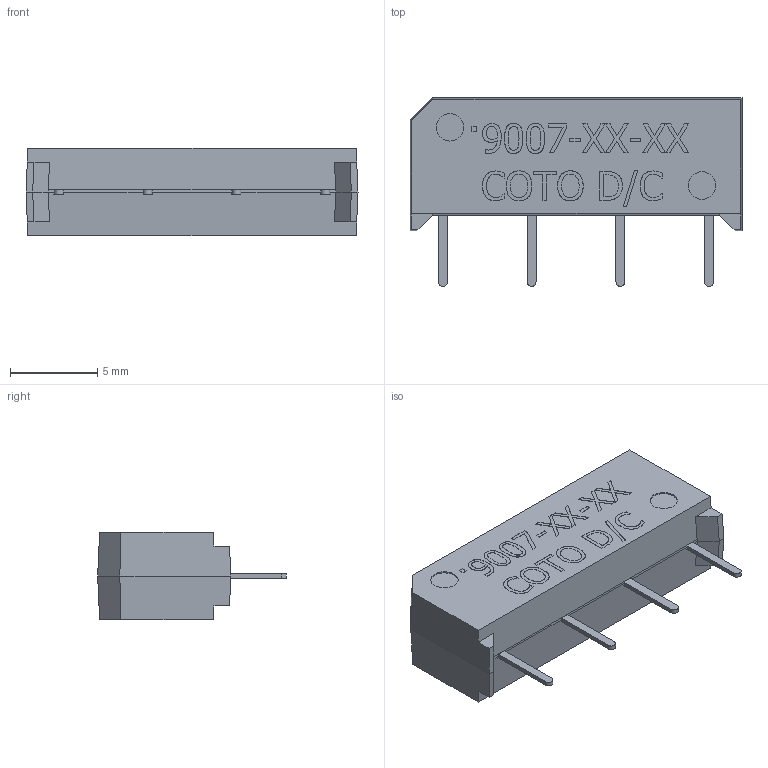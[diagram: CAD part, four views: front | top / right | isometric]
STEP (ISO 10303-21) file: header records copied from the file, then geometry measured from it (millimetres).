
FILE_DESCRIPTION((''),'2;1');
FILE_NAME('9007-1 (A).stp','2012-09-19T08:37:29',('odafonseca'),(''),'Autodesk Inventor 2011','Autodesk Inventor 2011','');
FILE_SCHEMA(('AUTOMOTIVE_DESIGN { 1 0 10303 214 1 1 1 1 }'));
Length unit declared in the file: inch
Products named in the file (1): 9007-1 (A)
Bounding box: 19 x 10.79 x 5.03 mm (x, y, z)
Volume: 433.1 mm3; surface area: 828.1 mm2
Topology: 1 solids, 2 shells, 300 faces, 790 edges, 522 vertices
Faces by surface type: plane 181, bspline 111, cylinder 8
Full cylindrical faces by diameter (mm): 1.575 x2, 4.356 x2
Entity records: 10037 total; most frequent: CARTESIAN_POINT 3052, ORIENTED_EDGE 1572, DIRECTION 960, EDGE_CURVE 786, VECTOR 548, LINE 548, VERTEX_POINT 522, EDGE_LOOP 332
